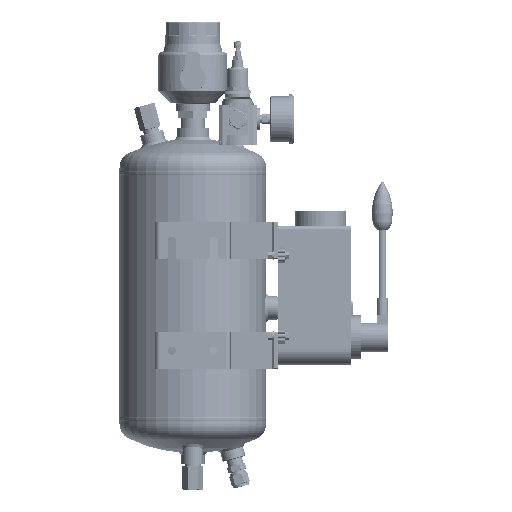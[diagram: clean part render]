
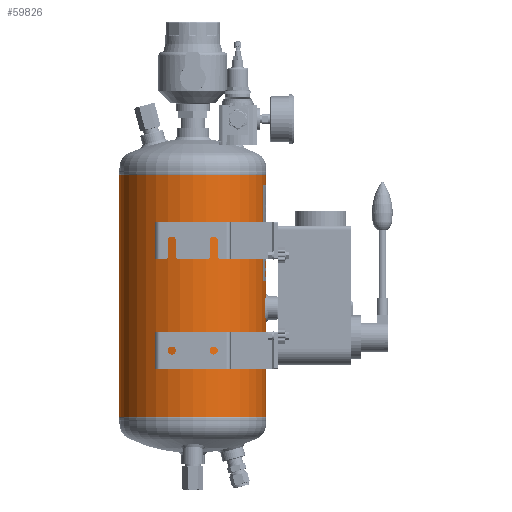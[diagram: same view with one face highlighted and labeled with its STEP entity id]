
A CAD part, left-side view. The second image highlights one B-rep face of the part: STEP entity #59826.
In plain terms, the highlighted cylindrical face has radius 100 mm (diameter 200 mm), a partial arc.
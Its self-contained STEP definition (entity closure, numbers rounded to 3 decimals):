
#3897=LINE('',#95822,#7779);
#3898=LINE('',#95827,#7780);
#3899=LINE('',#95831,#7781);
#3900=LINE('',#95835,#7782);
#7779=VECTOR('',#79287,1000.);
#7780=VECTOR('',#79290,1000.);
#7781=VECTOR('',#79293,1000.);
#7782=VECTOR('',#79296,1000.);
#11661=CIRCLE('',#72994,100.);
#11662=CIRCLE('',#72995,100.);
#11663=CIRCLE('',#72996,100.);
#11664=CIRCLE('',#72997,100.);
#13913=ORIENTED_EDGE('',*,*,#31773,.T.);
#13914=ORIENTED_EDGE('',*,*,#31774,.T.);
#13915=ORIENTED_EDGE('',*,*,#31775,.T.);
#13916=ORIENTED_EDGE('',*,*,#31776,.F.);
#13917=ORIENTED_EDGE('',*,*,#31777,.F.);
#13918=ORIENTED_EDGE('',*,*,#31778,.F.);
#13919=ORIENTED_EDGE('',*,*,#31779,.F.);
#13920=ORIENTED_EDGE('',*,*,#31780,.T.);
#13921=ORIENTED_EDGE('',*,*,#31781,.T.);
#13922=ORIENTED_EDGE('',*,*,#31782,.F.);
#13923=ORIENTED_EDGE('',*,*,#31783,.F.);
#31773=EDGE_CURVE('',#40703,#40703,#46882,.T.);
#31774=EDGE_CURVE('',#40704,#40704,#46883,.T.);
#31775=EDGE_CURVE('',#40705,#40705,#46884,.T.);
#31776=EDGE_CURVE('',#40706,#40707,#3897,.T.);
#31777=EDGE_CURVE('',#40708,#40706,#11661,.T.);
#31778=EDGE_CURVE('',#40709,#40708,#3898,.F.);
#31779=EDGE_CURVE('',#40710,#40709,#11662,.T.);
#31780=EDGE_CURVE('',#40710,#40711,#3899,.T.);
#31781=EDGE_CURVE('',#40711,#40712,#11663,.T.);
#31782=EDGE_CURVE('',#40713,#40712,#3900,.T.);
#31783=EDGE_CURVE('',#40707,#40713,#11664,.T.);
#40703=VERTEX_POINT('',#95797);
#40704=VERTEX_POINT('',#95809);
#40705=VERTEX_POINT('',#95821);
#40706=VERTEX_POINT('',#95823);
#40707=VERTEX_POINT('',#95824);
#40708=VERTEX_POINT('',#95826);
#40709=VERTEX_POINT('',#95828);
#40710=VERTEX_POINT('',#95830);
#40711=VERTEX_POINT('',#95832);
#40712=VERTEX_POINT('',#95834);
#40713=VERTEX_POINT('',#95836);
#46882=B_SPLINE_CURVE_WITH_KNOTS('',3,(#95778,#95779,#95780,#95781,#95782,
#95783,#95784,#95785,#95786,#95787,#95788,#95789,#95790,#95791,#95792,#95793,
#95794,#95795,#95796),.UNSPECIFIED.,.T.,.F.,(1,1,1,1,1,1,1,1,1,1,1,1,1,
1,1,1,1,1,1,1,1,1,1),(-0.018,-0.012,-0.006,
0.,0.006,0.012,0.018,0.023,
0.029,0.035,0.041,0.047,
0.053,0.059,0.065,0.07,
0.076,0.082,0.088,0.094,
0.1,0.106,0.112),.UNSPECIFIED.);
#46883=B_SPLINE_CURVE_WITH_KNOTS('',3,(#95798,#95799,#95800,#95801,#95802,
#95803,#95804,#95805,#95806,#95807,#95808),.UNSPECIFIED.,.T.,.F.,(1,1,1,
1,1,1,1,1,1,1,1,1,1,1,1),(-0.012,-0.008,-0.004,
0.,0.004,0.008,0.012,
0.016,0.02,0.023,0.027,
0.031,0.035,0.039,0.043),
 .UNSPECIFIED.);
#46884=B_SPLINE_CURVE_WITH_KNOTS('',3,(#95810,#95811,#95812,#95813,#95814,
#95815,#95816,#95817,#95818,#95819,#95820),.UNSPECIFIED.,.T.,.F.,(1,1,1,
1,1,1,1,1,1,1,1,1,1,1,1),(-0.012,-0.008,-0.004,
0.,0.004,0.008,0.012,
0.016,0.02,0.023,0.027,
0.031,0.035,0.039,0.043),
 .UNSPECIFIED.);
#49308=EDGE_LOOP('',(#13913));
#49309=EDGE_LOOP('',(#13914));
#49310=EDGE_LOOP('',(#13915));
#49311=EDGE_LOOP('',(#13916,#13917,#13918,#13919,#13920,#13921,#13922,#13923));
#54094=FACE_BOUND('',#49308,.T.);
#54095=FACE_BOUND('',#49309,.T.);
#54096=FACE_BOUND('',#49310,.T.);
#54097=FACE_BOUND('',#49311,.T.);
#58880=CYLINDRICAL_SURFACE('',#72993,100.);
#59826=ADVANCED_FACE('',(#54094,#54095,#54096,#54097),#58880,.T.);
#72993=AXIS2_PLACEMENT_3D('',#95777,#79285,#79286);
#72994=AXIS2_PLACEMENT_3D('',#95825,#79288,#79289);
#72995=AXIS2_PLACEMENT_3D('',#95829,#79291,#79292);
#72996=AXIS2_PLACEMENT_3D('',#95833,#79294,#79295);
#72997=AXIS2_PLACEMENT_3D('',#95837,#79297,#79298);
#79285=DIRECTION('',(0.,-1.,0.));
#79286=DIRECTION('',(0.,0.,-1.));
#79287=DIRECTION('',(0.,-1.,0.));
#79288=DIRECTION('',(0.,1.,0.));
#79289=DIRECTION('',(1.,0.,0.));
#79290=DIRECTION('',(0.,-1.,0.));
#79291=DIRECTION('',(0.,-1.,0.));
#79292=DIRECTION('',(1.,0.,0.));
#79293=DIRECTION('',(0.,-1.,0.));
#79294=DIRECTION('',(0.,1.,0.));
#79295=DIRECTION('',(1.,0.,0.));
#79296=DIRECTION('',(0.,-1.,0.));
#79297=DIRECTION('',(0.,-1.,0.));
#79298=DIRECTION('',(1.,0.,0.));
#95777=CARTESIAN_POINT('',(0.,330.,0.));
#95778=CARTESIAN_POINT('',(-98.994,187.429,14.208));
#95779=CARTESIAN_POINT('',(-98.806,181.503,15.395));
#95780=CARTESIAN_POINT('',(-98.993,175.608,14.214));
#95781=CARTESIAN_POINT('',(-99.436,170.625,10.88));
#95782=CARTESIAN_POINT('',(-99.878,167.295,5.9));
#95783=CARTESIAN_POINT('',(-100.061,166.117,0.009));
#95784=CARTESIAN_POINT('',(-99.879,167.288,-5.887));
#95785=CARTESIAN_POINT('',(-99.437,170.623,-10.879));
#95786=CARTESIAN_POINT('',(-98.992,175.61,-14.215));
#95787=CARTESIAN_POINT('',(-98.807,181.503,-15.391));
#95788=CARTESIAN_POINT('',(-98.992,187.396,-14.219));
#95789=CARTESIAN_POINT('',(-99.435,192.379,-10.892));
#95790=CARTESIAN_POINT('',(-99.877,195.718,-5.914));
#95791=CARTESIAN_POINT('',(-100.061,196.901,-0.013));
#95792=CARTESIAN_POINT('',(-99.878,195.728,5.889));
#95793=CARTESIAN_POINT('',(-99.437,192.395,10.874));
#95794=CARTESIAN_POINT('',(-98.994,187.429,14.208));
#95795=CARTESIAN_POINT('',(-98.806,181.503,15.395));
#95796=CARTESIAN_POINT('',(-98.993,175.608,14.214));
#95797=CARTESIAN_POINT('',(-98.869,181.508,15.));
#95798=CARTESIAN_POINT('',(3.922,158.915,-99.937));
#95799=CARTESIAN_POINT('',(-0.001,160.542,-100.031));
#95800=CARTESIAN_POINT('',(-3.918,158.916,-99.937));
#95801=CARTESIAN_POINT('',(-5.54,155.004,-99.844));
#95802=CARTESIAN_POINT('',(-3.921,151.083,-99.937));
#95803=CARTESIAN_POINT('',(-0.001,149.46,-100.031));
#95804=CARTESIAN_POINT('',(3.913,151.078,-99.938));
#95805=CARTESIAN_POINT('',(5.541,154.994,-99.844));
#95806=CARTESIAN_POINT('',(3.922,158.915,-99.937));
#95807=CARTESIAN_POINT('',(-0.001,160.542,-100.031));
#95808=CARTESIAN_POINT('',(-3.918,158.916,-99.937));
#95809=CARTESIAN_POINT('',(0.,160.,-100.));
#95810=CARTESIAN_POINT('',(3.922,48.915,-99.937));
#95811=CARTESIAN_POINT('',(-0.001,50.542,-100.031));
#95812=CARTESIAN_POINT('',(-3.918,48.916,-99.937));
#95813=CARTESIAN_POINT('',(-5.54,45.004,-99.844));
#95814=CARTESIAN_POINT('',(-3.921,41.083,-99.937));
#95815=CARTESIAN_POINT('',(-0.001,39.46,-100.031));
#95816=CARTESIAN_POINT('',(3.913,41.078,-99.938));
#95817=CARTESIAN_POINT('',(5.541,44.994,-99.844));
#95818=CARTESIAN_POINT('',(3.922,48.915,-99.937));
#95819=CARTESIAN_POINT('',(-0.001,50.542,-100.031));
#95820=CARTESIAN_POINT('',(-3.918,48.916,-99.937));
#95821=CARTESIAN_POINT('',(0.,50.,-100.));
#95822=CARTESIAN_POINT('',(-0.241,165.,100.));
#95823=CARTESIAN_POINT('',(-0.241,330.,100.));
#95824=CARTESIAN_POINT('',(-0.241,265.,100.));
#95825=CARTESIAN_POINT('',(0.,330.,0.));
#95826=CARTESIAN_POINT('',(0.241,330.,100.));
#95827=CARTESIAN_POINT('',(0.241,165.,100.));
#95828=CARTESIAN_POINT('',(0.241,265.,100.));
#95829=CARTESIAN_POINT('',(0.,265.,0.));
#95830=CARTESIAN_POINT('',(0.254,265.,100.));
#95831=CARTESIAN_POINT('',(0.254,265.,100.));
#95832=CARTESIAN_POINT('',(0.254,0.,100.));
#95833=CARTESIAN_POINT('',(0.,0.,0.));
#95834=CARTESIAN_POINT('',(-0.254,0.,100.));
#95835=CARTESIAN_POINT('',(-0.254,265.,100.));
#95836=CARTESIAN_POINT('',(-0.254,265.,100.));
#95837=CARTESIAN_POINT('',(0.,265.,0.));
